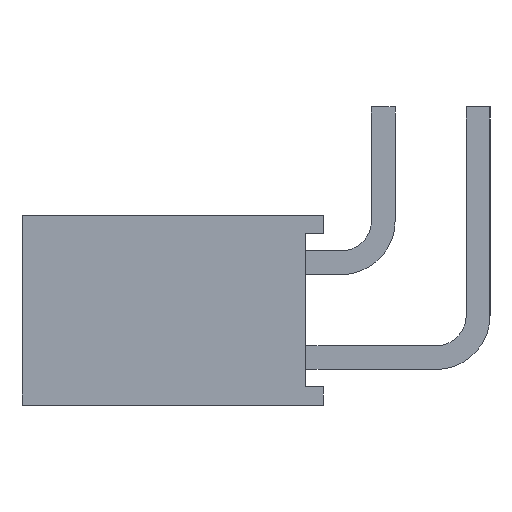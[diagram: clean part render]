
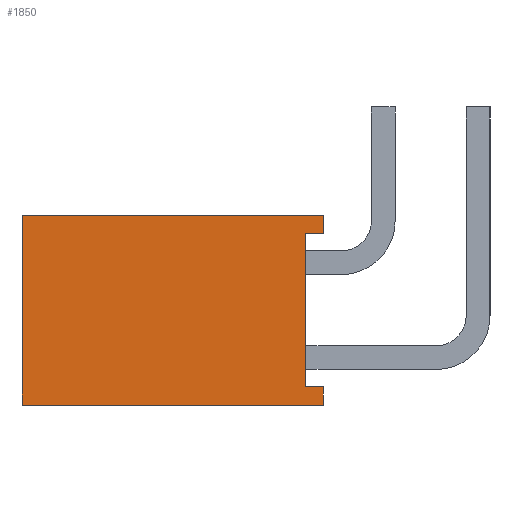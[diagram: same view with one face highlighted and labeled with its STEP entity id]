
A CAD part, left-side view. The second image highlights one B-rep face of the part: STEP entity #1850.
In plain terms, the highlighted planar face has unit normal (-1, 0, 0).
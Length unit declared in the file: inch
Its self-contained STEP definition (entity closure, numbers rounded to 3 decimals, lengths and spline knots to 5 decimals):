
#1850 = ADVANCED_FACE( '', ( #3732 ), #3733, .F. );
#3732 = FACE_OUTER_BOUND( '', #5594, .T. );
#3733 = PLANE( '', #5595 );
#5594 = EDGE_LOOP( '', ( #11158, #11159, #11160, #11161, #11162, #11163, #11164, #11165 ) );
#5595 = AXIS2_PLACEMENT_3D( '', #11166, #11167, #11168 );
#11158 = ORIENTED_EDGE( '', *, *, #12426, .T. );
#11159 = ORIENTED_EDGE( '', *, *, #12061, .T. );
#11160 = ORIENTED_EDGE( '', *, *, #12120, .F. );
#11161 = ORIENTED_EDGE( '', *, *, #11669, .F. );
#11162 = ORIENTED_EDGE( '', *, *, #11459, .T. );
#11163 = ORIENTED_EDGE( '', *, *, #12422, .T. );
#11164 = ORIENTED_EDGE( '', *, *, #11909, .T. );
#11165 = ORIENTED_EDGE( '', *, *, #13295, .T. );
#11166 = CARTESIAN_POINT( '', ( 0., 0.25, -0.07875 ) );
#11167 = DIRECTION( '', ( 1., 0., 0. ) );
#11168 = DIRECTION( '', ( 0., 0., -1. ) );
#11459 = EDGE_CURVE( '', #13880, #13878, #13881, .T. );
#11669 = EDGE_CURVE( '', #13880, #14273, #14274, .T. );
#11909 = EDGE_CURVE( '', #14660, #14664, #14666, .T. );
#12061 = EDGE_CURVE( '', #14906, #14904, #14907, .T. );
#12120 = EDGE_CURVE( '', #14273, #14904, #14997, .T. );
#12422 = EDGE_CURVE( '', #13878, #14660, #15460, .T. );
#12426 = EDGE_CURVE( '', #15463, #14906, #15466, .T. );
#13295 = EDGE_CURVE( '', #14664, #15463, #16551, .T. );
#13878 = VERTEX_POINT( '', #17346 );
#13880 = VERTEX_POINT( '', #17349 );
#13881 = LINE( '', #17350, #17351 );
#14273 = VERTEX_POINT( '', #17936 );
#14274 = LINE( '', #17937, #17938 );
#14660 = VERTEX_POINT( '', #18495 );
#14664 = VERTEX_POINT( '', #18501 );
#14666 = LINE( '', #18504, #18505 );
#14904 = VERTEX_POINT( '', #18849 );
#14906 = VERTEX_POINT( '', #18852 );
#14907 = LINE( '', #18853, #18854 );
#14997 = LINE( '', #18988, #18989 );
#15460 = LINE( '', #19664, #19665 );
#15463 = VERTEX_POINT( '', #19668 );
#15466 = LINE( '', #19673, #19674 );
#16551 = LINE( '', #21270, #21271 );
#17346 = CARTESIAN_POINT( '', ( 0., 0., -0.07875 ) );
#17349 = CARTESIAN_POINT( '', ( 0., 0.25, -0.07875 ) );
#17350 = CARTESIAN_POINT( '', ( 0., 0.25, -0.07875 ) );
#17351 = VECTOR( '', #21640, 39.37008 );
#17936 = CARTESIAN_POINT( '', ( 0., 0.25, 0.07875 ) );
#17937 = CARTESIAN_POINT( '', ( 0., 0.25, -0.07875 ) );
#17938 = VECTOR( '', #21843, 39.37008 );
#18495 = CARTESIAN_POINT( '', ( 0., 0., -0.06375 ) );
#18501 = CARTESIAN_POINT( '', ( 0., 0.015, -0.06375 ) );
#18504 = CARTESIAN_POINT( '', ( 0., 0., -0.06375 ) );
#18505 = VECTOR( '', #22066, 39.37008 );
#18849 = CARTESIAN_POINT( '', ( 0., 0., 0.07875 ) );
#18852 = CARTESIAN_POINT( '', ( 0., 0., 0.06375 ) );
#18853 = CARTESIAN_POINT( '', ( 0., 0., -0.07875 ) );
#18854 = VECTOR( '', #22201, 39.37008 );
#18988 = CARTESIAN_POINT( '', ( 0., 0.25, 0.07875 ) );
#18989 = VECTOR( '', #22252, 39.37008 );
#19664 = CARTESIAN_POINT( '', ( 0., 0., -0.07875 ) );
#19665 = VECTOR( '', #22525, 39.37008 );
#19668 = CARTESIAN_POINT( '', ( 0., 0.015, 0.06375 ) );
#19673 = CARTESIAN_POINT( '', ( 0., 0.015, 0.06375 ) );
#19674 = VECTOR( '', #22528, 39.37008 );
#21270 = CARTESIAN_POINT( '', ( 0., 0.015, -0.06375 ) );
#21271 = VECTOR( '', #23175, 39.37008 );
#21640 = DIRECTION( '', ( 0., -1., 0. ) );
#21843 = DIRECTION( '', ( 0., 0., 1. ) );
#22066 = DIRECTION( '', ( 0., 1., 0. ) );
#22201 = DIRECTION( '', ( 0., 0., 1. ) );
#22252 = DIRECTION( '', ( 0., -1., 0. ) );
#22525 = DIRECTION( '', ( 0., 0., 1. ) );
#22528 = DIRECTION( '', ( 0., -1., 0. ) );
#23175 = DIRECTION( '', ( 0., 0., 1. ) );
